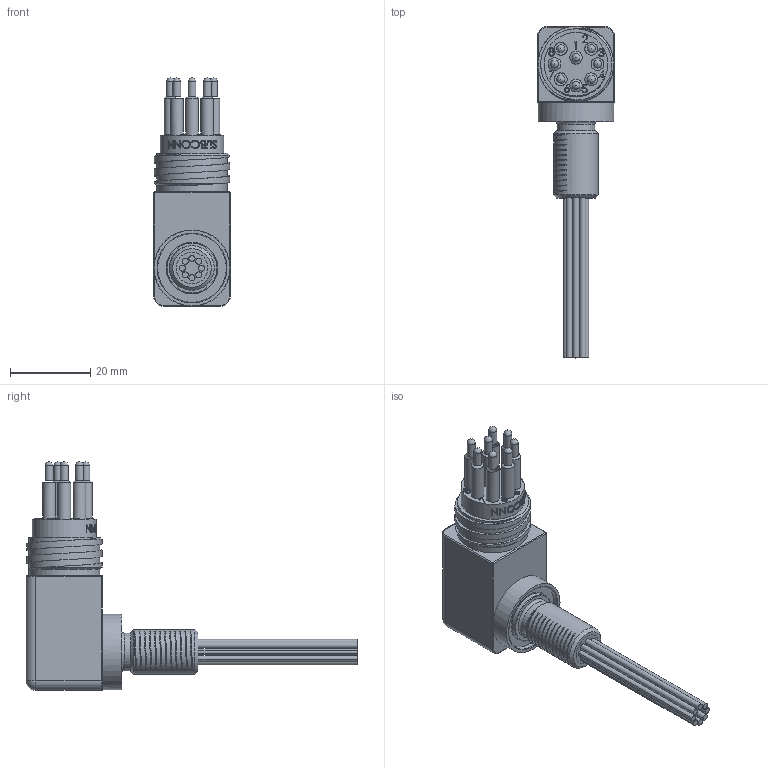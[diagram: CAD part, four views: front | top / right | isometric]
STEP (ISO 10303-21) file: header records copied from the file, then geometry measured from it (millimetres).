
FILE_DESCRIPTION(/* description */ (''),/* implementation_level */ '2;1');
FILE_NAME(/* name */ 'MCBHRA8M.stp',/* time_stamp */ '2024-01-10T13:10:07+01:00',/* author */ ('sh'),/* organization */ (''),/* preprocessor_version */ 'ST-DEVELOPER v19.2',/* originating_system */ 'Autodesk Inventor 2023',/* authorisation */ '');
FILE_SCHEMA (('AUTOMOTIVE_DESIGN { 1 0 10303 214 3 1 1 }'));
Products named in the file (1): Part29
Bounding box: 19.05 x 82.73 x 56.95 mm (x, y, z)
Volume: 17856.4 mm3; surface area: 7291.1 mm2
Topology: 1 solids, 1 shells, 367 faces, 934 edges, 610 vertices
Faces by surface type: bspline 147, plane 119, cylinder 76, cone 13, torus 8, sphere 4
Full cylindrical faces by diameter (mm): 1.524 x6, 1.986 x8, 3.175 x8, 9.398 x1, 11.113 x1, 12.7 x1, 15.875 x1, 17.12 x1, 17.628 x2, 18.847 x2, 18.923 x1
Entity records: 38910 total; most frequent: CARTESIAN_POINT 30457, ORIENTED_EDGE 1860, DIRECTION 1259, EDGE_CURVE 930, VERTEX_POINT 610, AXIS2_PLACEMENT_3D 420, LINE 419, VECTOR 419
